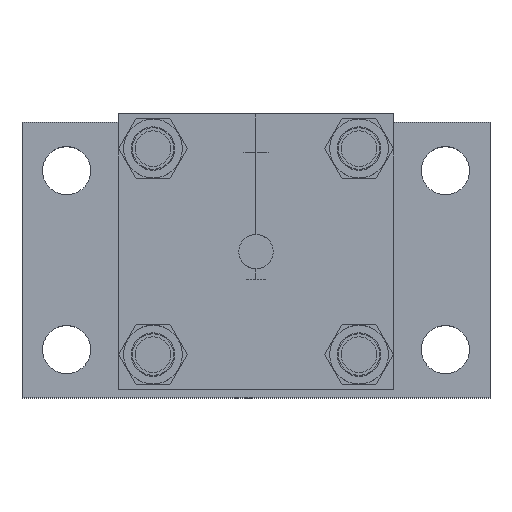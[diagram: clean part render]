
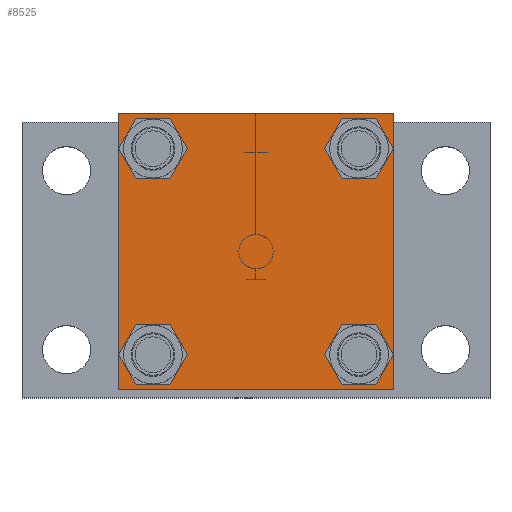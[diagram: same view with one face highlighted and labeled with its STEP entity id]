
A CAD part, top view. The second image highlights one B-rep face of the part: STEP entity #8525.
In plain terms, the highlighted planar face has unit normal (0, 0, 1).
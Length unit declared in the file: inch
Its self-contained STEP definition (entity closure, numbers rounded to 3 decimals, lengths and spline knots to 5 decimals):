
#31 = FACE_BOUND ( 'NONE', #1153, .T. ) ;
#91 = EDGE_CURVE ( 'NONE', #595, #1459, #8568, .T. ) ;
#105 = EDGE_LOOP ( 'NONE', ( #6261, #3817 ) ) ;
#401 = CARTESIAN_POINT ( 'NONE',  ( 7.78129, 9.26306, 0. ) ) ;
#426 = DIRECTION ( 'NONE',  ( 0., 0., 1. ) ) ;
#458 = DIRECTION ( 'NONE',  ( 0., -1., 0. ) ) ;
#495 = VERTEX_POINT ( 'NONE', #4094 ) ;
#595 = VERTEX_POINT ( 'NONE', #5360 ) ;
#637 = EDGE_CURVE ( 'NONE', #6317, #7613, #5411, .T. ) ;
#714 = DIRECTION ( 'NONE',  ( 1., 0., 0. ) ) ;
#967 = ORIENTED_EDGE ( 'NONE', *, *, #91, .F. ) ;
#981 = ORIENTED_EDGE ( 'NONE', *, *, #6335, .F. ) ;
#1044 = AXIS2_PLACEMENT_3D ( 'NONE', #4511, #2448, #7830 ) ;
#1096 = CARTESIAN_POINT ( 'NONE',  ( 5.91129, 7.39306, 0. ) ) ;
#1109 = ORIENTED_EDGE ( 'NONE', *, *, #6513, .F. ) ;
#1153 = EDGE_LOOP ( 'NONE', ( #7510, #7929 ) ) ;
#1177 = FACE_BOUND ( 'NONE', #105, .T. ) ;
#1425 = VERTEX_POINT ( 'NONE', #4165 ) ;
#1459 = VERTEX_POINT ( 'NONE', #6185 ) ;
#1523 = LINE ( 'NONE', #1563, #2914 ) ;
#1563 = CARTESIAN_POINT ( 'NONE',  ( 8.09629, 0., 0. ) ) ;
#1621 = DIRECTION ( 'NONE',  ( 0., -1., 0. ) ) ;
#1666 = DIRECTION ( 'NONE',  ( 1., 0., 0. ) ) ;
#1789 = PLANE ( 'NONE',  #8071 ) ;
#1892 = EDGE_CURVE ( 'NONE', #7448, #6902, #4967, .T. ) ;
#1927 = AXIS2_PLACEMENT_3D ( 'NONE', #2589, #5298, #5356 ) ;
#2061 = CARTESIAN_POINT ( 'NONE',  ( 5.91129, 9.26306, 0. ) ) ;
#2292 = EDGE_CURVE ( 'NONE', #6773, #7181, #2564, .T. ) ;
#2370 = CARTESIAN_POINT ( 'NONE',  ( 7.96929, 7.39306, 0. ) ) ;
#2375 = CARTESIAN_POINT ( 'NONE',  ( 7.78129, 7.39306, 0. ) ) ;
#2444 = DIRECTION ( 'NONE',  ( 0., 0., 1. ) ) ;
#2447 = DIRECTION ( 'NONE',  ( 1., 0., 0. ) ) ;
#2448 = DIRECTION ( 'NONE',  ( 0., 0., 1. ) ) ;
#2564 = CIRCLE ( 'NONE', #3393, 0.188 ) ;
#2584 = AXIS2_PLACEMENT_3D ( 'NONE', #401, #426, #3189 ) ;
#2589 = CARTESIAN_POINT ( 'NONE',  ( 7.78129, 7.39306, 0. ) ) ;
#2740 = DIRECTION ( 'NONE',  ( 0., 0., 1. ) ) ;
#2914 = VECTOR ( 'NONE', #1621, 39.37008 ) ;
#2989 = EDGE_CURVE ( 'NONE', #495, #3882, #7790, .T. ) ;
#3054 = DIRECTION ( 'NONE',  ( 0., 0., 1. ) ) ;
#3088 = FACE_BOUND ( 'NONE', #3236, .T. ) ;
#3189 = DIRECTION ( 'NONE',  ( 1., 0., 0. ) ) ;
#3236 = EDGE_LOOP ( 'NONE', ( #4893, #1109 ) ) ;
#3331 = LINE ( 'NONE', #6351, #6028 ) ;
#3393 = AXIS2_PLACEMENT_3D ( 'NONE', #2375, #5673, #1666 ) ;
#3505 = VERTEX_POINT ( 'NONE', #3655 ) ;
#3601 = CARTESIAN_POINT ( 'NONE',  ( 6.09929, 9.26306, 0. ) ) ;
#3655 = CARTESIAN_POINT ( 'NONE',  ( 8.09629, 7.07806, 0. ) ) ;
#3689 = DIRECTION ( 'NONE',  ( 1., 0., 0. ) ) ;
#3817 = ORIENTED_EDGE ( 'NONE', *, *, #2292, .F. ) ;
#3818 = VECTOR ( 'NONE', #5930, 39.37008 ) ;
#3882 = VERTEX_POINT ( 'NONE', #4016 ) ;
#3895 = ORIENTED_EDGE ( 'NONE', *, *, #4354, .T. ) ;
#4016 = CARTESIAN_POINT ( 'NONE',  ( 5.59629, 7.07806, 0. ) ) ;
#4030 = DIRECTION ( 'NONE',  ( 0., 0., 1. ) ) ;
#4094 = CARTESIAN_POINT ( 'NONE',  ( 5.59629, 9.57806, 0. ) ) ;
#4141 = CIRCLE ( 'NONE', #1044, 0.188 ) ;
#4165 = CARTESIAN_POINT ( 'NONE',  ( 8.09629, 9.57806, 0. ) ) ;
#4354 = EDGE_CURVE ( 'NONE', #3882, #3505, #6860, .T. ) ;
#4402 = DIRECTION ( 'NONE',  ( 1., 0., 0. ) ) ;
#4431 = DIRECTION ( 'NONE',  ( 0., 0., 1. ) ) ;
#4511 = CARTESIAN_POINT ( 'NONE',  ( 5.91129, 9.26306, 0. ) ) ;
#4648 = CARTESIAN_POINT ( 'NONE',  ( 5.91129, 7.39306, 0. ) ) ;
#4828 = FACE_OUTER_BOUND ( 'NONE', #7489, .T. ) ;
#4883 = ORIENTED_EDGE ( 'NONE', *, *, #6493, .F. ) ;
#4893 = ORIENTED_EDGE ( 'NONE', *, *, #1892, .F. ) ;
#4896 = CARTESIAN_POINT ( 'NONE',  ( 7.59329, 9.26306, 0. ) ) ;
#4929 = FACE_BOUND ( 'NONE', #8205, .T. ) ;
#4967 = CIRCLE ( 'NONE', #2584, 0.188 ) ;
#5298 = DIRECTION ( 'NONE',  ( 0., 0., 1. ) ) ;
#5356 = DIRECTION ( 'NONE',  ( 1., 0., 0. ) ) ;
#5360 = CARTESIAN_POINT ( 'NONE',  ( 6.09929, 7.39306, 0. ) ) ;
#5371 = AXIS2_PLACEMENT_3D ( 'NONE', #2061, #4030, #714 ) ;
#5411 = CIRCLE ( 'NONE', #5371, 0.188 ) ;
#5442 = CARTESIAN_POINT ( 'NONE',  ( 7.59329, 7.39306, 0. ) ) ;
#5673 = DIRECTION ( 'NONE',  ( 0., 0., 1. ) ) ;
#5686 = DIRECTION ( 'NONE',  ( 1., 0., 0. ) ) ;
#5930 = DIRECTION ( 'NONE',  ( 1., 0., 0. ) ) ;
#5943 = DIRECTION ( 'NONE',  ( 1., 0., 0. ) ) ;
#6028 = VECTOR ( 'NONE', #4402, 39.37008 ) ;
#6126 = VECTOR ( 'NONE', #458, 39.37008 ) ;
#6185 = CARTESIAN_POINT ( 'NONE',  ( 5.72329, 7.39306, 0. ) ) ;
#6261 = ORIENTED_EDGE ( 'NONE', *, *, #7596, .F. ) ;
#6300 = ORIENTED_EDGE ( 'NONE', *, *, #8457, .F. ) ;
#6317 = VERTEX_POINT ( 'NONE', #3601 ) ;
#6335 = EDGE_CURVE ( 'NONE', #1425, #3505, #1523, .T. ) ;
#6351 = CARTESIAN_POINT ( 'NONE',  ( 0., 9.57806, 0. ) ) ;
#6413 = CARTESIAN_POINT ( 'NONE',  ( 7.96929, 9.26306, 0. ) ) ;
#6493 = EDGE_CURVE ( 'NONE', #495, #1425, #3331, .T. ) ;
#6513 = EDGE_CURVE ( 'NONE', #6902, #7448, #7703, .T. ) ;
#6731 = ORIENTED_EDGE ( 'NONE', *, *, #2989, .T. ) ;
#6773 = VERTEX_POINT ( 'NONE', #5442 ) ;
#6843 = AXIS2_PLACEMENT_3D ( 'NONE', #1096, #3054, #3689 ) ;
#6860 = LINE ( 'NONE', #7249, #3818 ) ;
#6902 = VERTEX_POINT ( 'NONE', #4896 ) ;
#6907 = AXIS2_PLACEMENT_3D ( 'NONE', #4648, #2740, #5943 ) ;
#7052 = CARTESIAN_POINT ( 'NONE',  ( 0., 0., 0. ) ) ;
#7181 = VERTEX_POINT ( 'NONE', #2370 ) ;
#7239 = CARTESIAN_POINT ( 'NONE',  ( 5.59629, 0., 0. ) ) ;
#7249 = CARTESIAN_POINT ( 'NONE',  ( 0., 7.07806, 0. ) ) ;
#7448 = VERTEX_POINT ( 'NONE', #6413 ) ;
#7489 = EDGE_LOOP ( 'NONE', ( #4883, #6731, #3895, #981 ) ) ;
#7510 = ORIENTED_EDGE ( 'NONE', *, *, #637, .F. ) ;
#7512 = EDGE_CURVE ( 'NONE', #7613, #6317, #4141, .T. ) ;
#7550 = AXIS2_PLACEMENT_3D ( 'NONE', #8450, #4431, #2447 ) ;
#7596 = EDGE_CURVE ( 'NONE', #7181, #6773, #7691, .T. ) ;
#7613 = VERTEX_POINT ( 'NONE', #7980 ) ;
#7691 = CIRCLE ( 'NONE', #1927, 0.188 ) ;
#7703 = CIRCLE ( 'NONE', #7550, 0.188 ) ;
#7790 = LINE ( 'NONE', #7239, #6126 ) ;
#7830 = DIRECTION ( 'NONE',  ( 1., 0., 0. ) ) ;
#7929 = ORIENTED_EDGE ( 'NONE', *, *, #7512, .F. ) ;
#7980 = CARTESIAN_POINT ( 'NONE',  ( 5.72329, 9.26306, 0. ) ) ;
#8071 = AXIS2_PLACEMENT_3D ( 'NONE', #7052, #2444, #5686 ) ;
#8205 = EDGE_LOOP ( 'NONE', ( #967, #6300 ) ) ;
#8450 = CARTESIAN_POINT ( 'NONE',  ( 7.78129, 9.26306, 0. ) ) ;
#8457 = EDGE_CURVE ( 'NONE', #1459, #595, #8524, .T. ) ;
#8525 = ADVANCED_FACE ( 'NONE', ( #4828, #1177, #3088, #31, #4929 ), #1789, .T. ) ;
#8524 = CIRCLE ( 'NONE', #6843, 0.188 ) ;
#8568 = CIRCLE ( 'NONE', #6907, 0.188 ) ;
